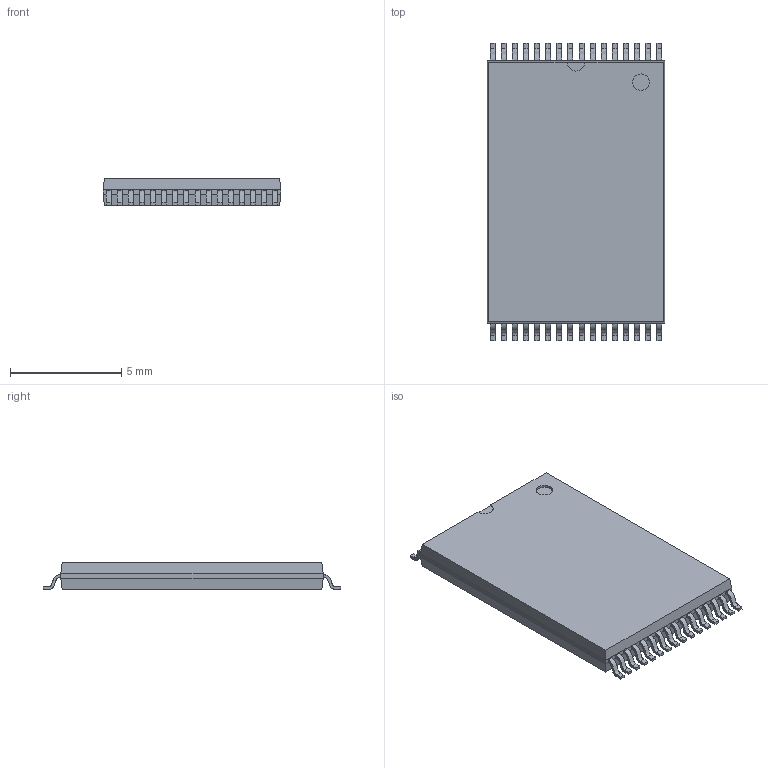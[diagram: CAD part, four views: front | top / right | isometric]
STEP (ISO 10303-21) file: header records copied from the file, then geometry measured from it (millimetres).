
FILE_DESCRIPTION (( 'STEP AP214' ), '1' );
FILE_NAME ('User Library-TSOP-1 32.STEP', '2020-06-15T09:44:50', ( '' ), ( '' ), 'SwSTEP 2.0', 'SolidWorks 2019', '' );
FILE_SCHEMA (( 'AUTOMOTIVE_DESIGN' ));
Length unit declared in the file: millimetre
Products named in the file (1): User Library-TSOP-1 32
Bounding box: 8 x 13.4 x 1.2 mm (x, y, z)
Volume: 112.9 mm3; surface area: 255.7 mm2
Topology: 1 solids, 1 shells, 277 faces, 716 edges, 474 vertices
Faces by surface type: plane 210, bspline 64, cylinder 3
Entity records: 9501 total; most frequent: CARTESIAN_POINT 2940, ORIENTED_EDGE 1432, DIRECTION 1022, EDGE_CURVE 716, VECTOR 582, LINE 582, VERTEX_POINT 474, EDGE_LOOP 310
